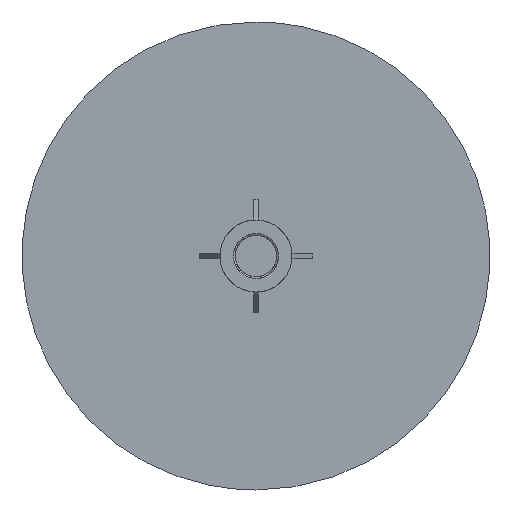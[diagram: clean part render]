
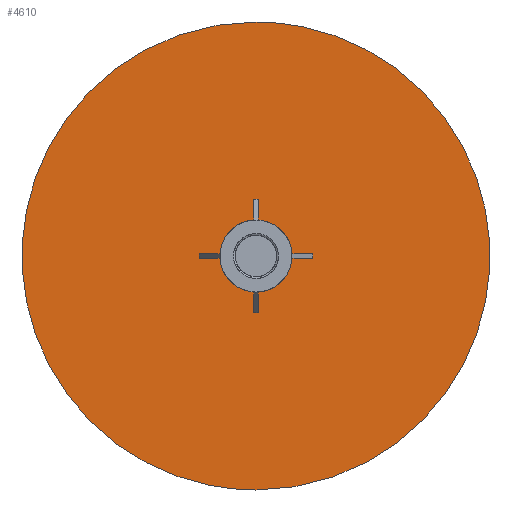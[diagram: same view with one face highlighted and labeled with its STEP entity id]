
A CAD part, front view. The second image highlights one B-rep face of the part: STEP entity #4610.
In plain terms, the highlighted free-form (B-spline) face has degree [1, 1] with [2, 2] control points.
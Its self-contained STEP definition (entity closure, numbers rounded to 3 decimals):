
#2362 = VERTEX_POINT('',#2363);
#2363 = CARTESIAN_POINT('',(0.281,13.498,
    -4.49));
#2368 = EDGE_CURVE('',#2362,#2369,#2371,.T.);
#2369 = VERTEX_POINT('',#2370);
#2370 = CARTESIAN_POINT('',(4.49,13.498,
    -0.281));
#2371 = ( BOUNDED_CURVE() B_SPLINE_CURVE(2,(#2372,#2373,#2374),
.UNSPECIFIED.,.F.,.F.) B_SPLINE_CURVE_WITH_KNOTS((3,3),(
0.063,1.508),.PIECEWISE_BEZIER_KNOTS.) CURVE() 
GEOMETRIC_REPRESENTATION_ITEM() RATIONAL_B_SPLINE_CURVE((1.,
0.75,1.)) REPRESENTATION_ITEM('') );
#2372 = CARTESIAN_POINT('',(0.281,13.498,
    -4.49));
#2373 = CARTESIAN_POINT('',(4.242,13.498,-4.242
    ));
#2374 = CARTESIAN_POINT('',(4.49,13.498,
    -0.281));
#2393 = VERTEX_POINT('',#2394);
#2394 = CARTESIAN_POINT('',(4.49,13.498,
    0.281));
#2399 = EDGE_CURVE('',#2393,#2400,#2402,.T.);
#2400 = VERTEX_POINT('',#2401);
#2401 = CARTESIAN_POINT('',(0.281,13.498,
    4.49));
#2402 = ( BOUNDED_CURVE() B_SPLINE_CURVE(2,(#2403,#2404,#2405),
.UNSPECIFIED.,.F.,.F.) B_SPLINE_CURVE_WITH_KNOTS((3,3),(1.633,
3.079),.PIECEWISE_BEZIER_KNOTS.) CURVE() 
GEOMETRIC_REPRESENTATION_ITEM() RATIONAL_B_SPLINE_CURVE((1.,
0.75,1.)) REPRESENTATION_ITEM('') );
#2403 = CARTESIAN_POINT('',(4.49,13.498,
    0.281));
#2404 = CARTESIAN_POINT('',(4.242,13.498,4.242)
  );
#2405 = CARTESIAN_POINT('',(0.281,13.498,
    4.49));
#2439 = VERTEX_POINT('',#2440);
#2440 = CARTESIAN_POINT('',(0.,13.498,
    29.245));
#2445 = EDGE_CURVE('',#2446,#2439,#2448,.T.);
#2446 = VERTEX_POINT('',#2447);
#2447 = CARTESIAN_POINT('',(0.,13.498,-29.245));
#2448 = ( BOUNDED_CURVE() B_SPLINE_CURVE(2,(#2449,#2450,#2451,#2452,
#2453),.UNSPECIFIED.,.F.,.F.) B_SPLINE_CURVE_WITH_KNOTS((3,2,3),(0.,
1.571,3.142),.PIECEWISE_BEZIER_KNOTS.) CURVE() 
GEOMETRIC_REPRESENTATION_ITEM() RATIONAL_B_SPLINE_CURVE((1.,
0.707,1.,0.707,1.)) REPRESENTATION_ITEM('') );
#2449 = CARTESIAN_POINT('',(0.,13.498,-29.245));
#2450 = CARTESIAN_POINT('',(29.245,13.498,
    -29.245));
#2451 = CARTESIAN_POINT('',(29.245,13.498,
    0.));
#2452 = CARTESIAN_POINT('',(29.245,13.498,
    29.245));
#2453 = CARTESIAN_POINT('',(0.,13.498,
    29.245));
#4592 = EDGE_CURVE('',#2439,#2446,#4593,.T.);
#4593 = ( BOUNDED_CURVE() B_SPLINE_CURVE(2,(#4594,#4595,#4596,#4597,
#4598),.UNSPECIFIED.,.F.,.F.) B_SPLINE_CURVE_WITH_KNOTS((3,2,3),(
    3.142,4.712,6.283),
.PIECEWISE_BEZIER_KNOTS.) CURVE() GEOMETRIC_REPRESENTATION_ITEM() 
RATIONAL_B_SPLINE_CURVE((1.,0.707,1.,0.707,1.)) 
REPRESENTATION_ITEM('') );
#4594 = CARTESIAN_POINT('',(0.,13.498,
    29.245));
#4595 = CARTESIAN_POINT('',(-29.245,13.498,
    29.245));
#4596 = CARTESIAN_POINT('',(-29.245,13.498,
    0.));
#4597 = CARTESIAN_POINT('',(-29.245,13.498,
    -29.245));
#4598 = CARTESIAN_POINT('',(0.,13.498,
    -29.245));
#4610 = ADVANCED_FACE('',(#4611,#4615),#4715,.T.);
#4611 = FACE_BOUND('',#4612,.T.);
#4612 = EDGE_LOOP('',(#4613,#4614));
#4613 = ORIENTED_EDGE('',*,*,#2445,.T.);
#4614 = ORIENTED_EDGE('',*,*,#4592,.T.);
#4615 = FACE_BOUND('',#4616,.T.);
#4616 = EDGE_LOOP('',(#4617,#4626,#4633,#4641,#4648,#4655,#4662,#4670,
    #4677,#4684,#4689,#4690,#4697,#4704,#4709,#4710));
#4617 = ORIENTED_EDGE('',*,*,#4618,.F.);
#4618 = EDGE_CURVE('',#4619,#4621,#4623,.T.);
#4619 = VERTEX_POINT('',#4620);
#4620 = CARTESIAN_POINT('',(-0.281,13.498,
    -7.097));
#4621 = VERTEX_POINT('',#4622);
#4622 = CARTESIAN_POINT('',(0.281,13.498,
    -7.097));
#4623 = B_SPLINE_CURVE_WITH_KNOTS('',1,(#4624,#4625),.UNSPECIFIED.,.F.,
  .F.,(2,2),(-26.25,-25.75),.PIECEWISE_BEZIER_KNOTS.);
#4624 = CARTESIAN_POINT('',(-0.281,13.498,
    -7.097));
#4625 = CARTESIAN_POINT('',(0.281,13.498,
    -7.097));
#4626 = ORIENTED_EDGE('',*,*,#4627,.T.);
#4627 = EDGE_CURVE('',#4619,#4628,#4630,.T.);
#4628 = VERTEX_POINT('',#4629);
#4629 = CARTESIAN_POINT('',(-0.281,13.498,
    -4.49));
#4630 = B_SPLINE_CURVE_WITH_KNOTS('',1,(#4631,#4632),.UNSPECIFIED.,.F.,
  .F.,(2,2),(-6.309,-3.992),.PIECEWISE_BEZIER_KNOTS.);
#4631 = CARTESIAN_POINT('',(-0.281,13.498,
    -7.097));
#4632 = CARTESIAN_POINT('',(-0.281,13.498,
    -4.49));
#4633 = ORIENTED_EDGE('',*,*,#4634,.F.);
#4634 = EDGE_CURVE('',#4635,#4628,#4637,.T.);
#4635 = VERTEX_POINT('',#4636);
#4636 = CARTESIAN_POINT('',(-4.49,13.498,
    -0.281));
#4637 = ( BOUNDED_CURVE() B_SPLINE_CURVE(2,(#4638,#4639,#4640),
.UNSPECIFIED.,.F.,.F.) B_SPLINE_CURVE_WITH_KNOTS((3,3),(4.775,
6.221),.PIECEWISE_BEZIER_KNOTS.) CURVE() 
GEOMETRIC_REPRESENTATION_ITEM() RATIONAL_B_SPLINE_CURVE((1.,
0.75,1.)) REPRESENTATION_ITEM('') );
#4638 = CARTESIAN_POINT('',(-4.49,13.498,
    -0.281));
#4639 = CARTESIAN_POINT('',(-4.242,13.498,
    -4.242));
#4640 = CARTESIAN_POINT('',(-0.281,13.498,
    -4.49));
#4641 = ORIENTED_EDGE('',*,*,#4642,.F.);
#4642 = EDGE_CURVE('',#4643,#4635,#4645,.T.);
#4643 = VERTEX_POINT('',#4644);
#4644 = CARTESIAN_POINT('',(-7.097,13.498,
    -0.281));
#4645 = B_SPLINE_CURVE_WITH_KNOTS('',1,(#4646,#4647),.UNSPECIFIED.,.F.,
  .F.,(2,2),(-32.309,-29.992),.PIECEWISE_BEZIER_KNOTS.);
#4646 = CARTESIAN_POINT('',(-7.097,13.498,
    -0.281));
#4647 = CARTESIAN_POINT('',(-4.49,13.498,
    -0.281));
#4648 = ORIENTED_EDGE('',*,*,#4649,.F.);
#4649 = EDGE_CURVE('',#4650,#4643,#4652,.T.);
#4650 = VERTEX_POINT('',#4651);
#4651 = CARTESIAN_POINT('',(-7.097,13.498,
    0.281));
#4652 = B_SPLINE_CURVE_WITH_KNOTS('',1,(#4653,#4654),.UNSPECIFIED.,.F.,
  .F.,(2,2),(-0.25,0.25),.PIECEWISE_BEZIER_KNOTS.);
#4653 = CARTESIAN_POINT('',(-7.097,13.498,
    0.281));
#4654 = CARTESIAN_POINT('',(-7.097,13.498,
    -0.281));
#4655 = ORIENTED_EDGE('',*,*,#4656,.T.);
#4656 = EDGE_CURVE('',#4650,#4657,#4659,.T.);
#4657 = VERTEX_POINT('',#4658);
#4658 = CARTESIAN_POINT('',(-4.49,13.498,
    0.281));
#4659 = B_SPLINE_CURVE_WITH_KNOTS('',1,(#4660,#4661),.UNSPECIFIED.,.F.,
  .F.,(2,2),(-32.309,-29.992),.PIECEWISE_BEZIER_KNOTS.);
#4660 = CARTESIAN_POINT('',(-7.097,13.498,
    0.281));
#4661 = CARTESIAN_POINT('',(-4.49,13.498,
    0.281));
#4662 = ORIENTED_EDGE('',*,*,#4663,.F.);
#4663 = EDGE_CURVE('',#4664,#4657,#4666,.T.);
#4664 = VERTEX_POINT('',#4665);
#4665 = CARTESIAN_POINT('',(-0.281,13.498,
    4.49));
#4666 = ( BOUNDED_CURVE() B_SPLINE_CURVE(2,(#4667,#4668,#4669),
.UNSPECIFIED.,.F.,.F.) B_SPLINE_CURVE_WITH_KNOTS((3,3),(3.204,
4.65),.PIECEWISE_BEZIER_KNOTS.) CURVE() 
GEOMETRIC_REPRESENTATION_ITEM() RATIONAL_B_SPLINE_CURVE((1.,
0.75,1.)) REPRESENTATION_ITEM('') );
#4667 = CARTESIAN_POINT('',(-0.281,13.498,
    4.49));
#4668 = CARTESIAN_POINT('',(-4.242,13.498,4.242
    ));
#4669 = CARTESIAN_POINT('',(-4.49,13.498,
    0.281));
#4670 = ORIENTED_EDGE('',*,*,#4671,.F.);
#4671 = EDGE_CURVE('',#4672,#4664,#4674,.T.);
#4672 = VERTEX_POINT('',#4673);
#4673 = CARTESIAN_POINT('',(-0.281,13.498,
    7.097));
#4674 = B_SPLINE_CURVE_WITH_KNOTS('',1,(#4675,#4676),.UNSPECIFIED.,.F.,
  .F.,(2,2),(-6.309,-3.992),.PIECEWISE_BEZIER_KNOTS.);
#4675 = CARTESIAN_POINT('',(-0.281,13.498,
    7.097));
#4676 = CARTESIAN_POINT('',(-0.281,13.498,
    4.49));
#4677 = ORIENTED_EDGE('',*,*,#4678,.F.);
#4678 = EDGE_CURVE('',#4679,#4672,#4681,.T.);
#4679 = VERTEX_POINT('',#4680);
#4680 = CARTESIAN_POINT('',(0.281,13.498,
    7.097));
#4681 = B_SPLINE_CURVE_WITH_KNOTS('',1,(#4682,#4683),.UNSPECIFIED.,.F.,
  .F.,(2,2),(25.75,26.25),.PIECEWISE_BEZIER_KNOTS.);
#4682 = CARTESIAN_POINT('',(0.281,13.498,
    7.097));
#4683 = CARTESIAN_POINT('',(-0.281,13.498,
    7.097));
#4684 = ORIENTED_EDGE('',*,*,#4685,.T.);
#4685 = EDGE_CURVE('',#4679,#2400,#4686,.T.);
#4686 = B_SPLINE_CURVE_WITH_KNOTS('',1,(#4687,#4688),.UNSPECIFIED.,.F.,
  .F.,(2,2),(-6.309,-3.992),.PIECEWISE_BEZIER_KNOTS.);
#4687 = CARTESIAN_POINT('',(0.281,13.498,
    7.097));
#4688 = CARTESIAN_POINT('',(0.281,13.498,
    4.49));
#4689 = ORIENTED_EDGE('',*,*,#2399,.F.);
#4690 = ORIENTED_EDGE('',*,*,#4691,.F.);
#4691 = EDGE_CURVE('',#4692,#2393,#4694,.T.);
#4692 = VERTEX_POINT('',#4693);
#4693 = CARTESIAN_POINT('',(7.097,13.498,
    0.281));
#4694 = B_SPLINE_CURVE_WITH_KNOTS('',1,(#4695,#4696),.UNSPECIFIED.,.F.,
  .F.,(2,2),(19.691,22.008),.PIECEWISE_BEZIER_KNOTS.);
#4695 = CARTESIAN_POINT('',(7.097,13.498,
    0.281));
#4696 = CARTESIAN_POINT('',(4.49,13.498,
    0.281));
#4697 = ORIENTED_EDGE('',*,*,#4698,.F.);
#4698 = EDGE_CURVE('',#4699,#4692,#4701,.T.);
#4699 = VERTEX_POINT('',#4700);
#4700 = CARTESIAN_POINT('',(7.097,13.498,
    -0.281));
#4701 = B_SPLINE_CURVE_WITH_KNOTS('',1,(#4702,#4703),.UNSPECIFIED.,.F.,
  .F.,(2,2),(-0.25,0.25),.PIECEWISE_BEZIER_KNOTS.);
#4702 = CARTESIAN_POINT('',(7.097,13.498,
    -0.281));
#4703 = CARTESIAN_POINT('',(7.097,13.498,
    0.281));
#4704 = ORIENTED_EDGE('',*,*,#4705,.T.);
#4705 = EDGE_CURVE('',#4699,#2369,#4706,.T.);
#4706 = B_SPLINE_CURVE_WITH_KNOTS('',1,(#4707,#4708),.UNSPECIFIED.,.F.,
  .F.,(2,2),(19.691,22.008),.PIECEWISE_BEZIER_KNOTS.);
#4707 = CARTESIAN_POINT('',(7.097,13.498,
    -0.281));
#4708 = CARTESIAN_POINT('',(4.49,13.498,
    -0.281));
#4709 = ORIENTED_EDGE('',*,*,#2368,.F.);
#4710 = ORIENTED_EDGE('',*,*,#4711,.F.);
#4711 = EDGE_CURVE('',#4621,#2362,#4712,.T.);
#4712 = B_SPLINE_CURVE_WITH_KNOTS('',1,(#4713,#4714),.UNSPECIFIED.,.F.,
  .F.,(2,2),(-6.309,-3.992),.PIECEWISE_BEZIER_KNOTS.);
#4713 = CARTESIAN_POINT('',(0.281,13.498,
    -7.097));
#4714 = CARTESIAN_POINT('',(0.281,13.498,
    -4.49));
#4715 = B_SPLINE_SURFACE_WITH_KNOTS('',1,1,(
    (#4716,#4717)
    ,(#4718,#4719
    )),.UNSPECIFIED.,.F.,.F.,.F.,(2,2),(2,2),(-26.,26.),(-52.,0.),
  .PIECEWISE_BEZIER_KNOTS.);
#4716 = CARTESIAN_POINT('',(-29.245,13.498,
    29.245));
#4717 = CARTESIAN_POINT('',(29.245,13.498,
    29.245));
#4718 = CARTESIAN_POINT('',(-29.245,13.498,
    -29.245));
#4719 = CARTESIAN_POINT('',(29.245,13.498,
    -29.245));
